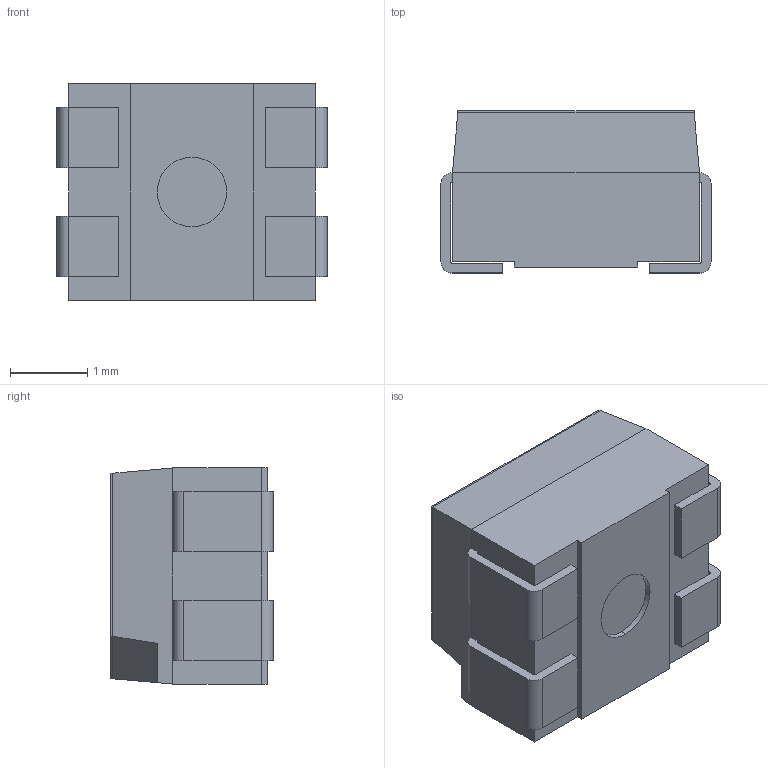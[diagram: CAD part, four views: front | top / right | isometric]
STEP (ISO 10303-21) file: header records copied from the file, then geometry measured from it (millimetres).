
FILE_DESCRIPTION (( 'STEP AP214' ), '1' );
FILE_NAME ('150141RV73100.STEP', '2023-02-16T21:09:17', ( '' ), ( '' ), 'SwSTEP 2.0', 'SolidWorks 2021', '' );
FILE_SCHEMA (( 'AUTOMOTIVE_DESIGN' ));
Length unit declared in the file: millimetre
Products named in the file (1): 150141RV73100
Bounding box: 3.5 x 2.1 x 2.8 mm (x, y, z)
Volume: 15.6 mm3; surface area: 66.5 mm2
Topology: 6 solids, 6 shells, 87 faces, 215 edges, 142 vertices
Faces by surface type: plane 65, cylinder 18, cone 4
Entity records: 2644 total; most frequent: CARTESIAN_POINT 445, DIRECTION 435, ORIENTED_EDGE 430, EDGE_CURVE 215, LINE 171, VECTOR 171, VERTEX_POINT 142, AXIS2_PLACEMENT_3D 132
